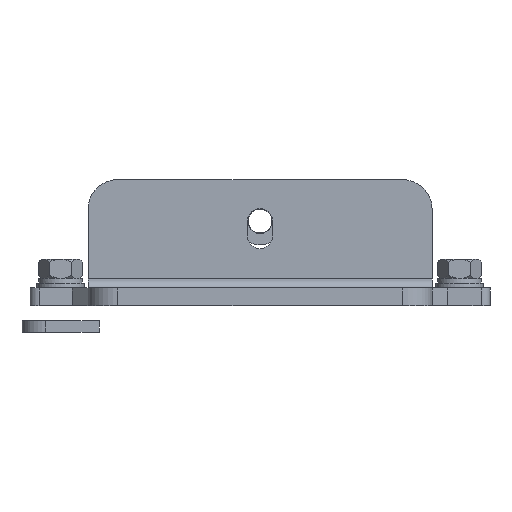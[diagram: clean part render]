
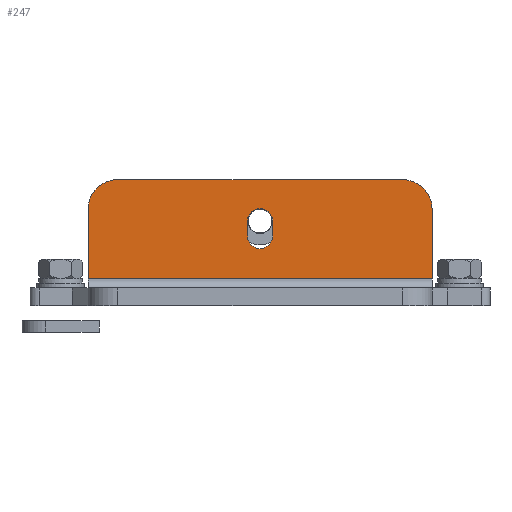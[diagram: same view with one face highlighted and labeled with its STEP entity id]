
A CAD part, front view. The second image highlights one B-rep face of the part: STEP entity #247.
In plain terms, the highlighted planar face has unit normal (0, -1, 0).
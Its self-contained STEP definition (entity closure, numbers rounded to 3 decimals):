
#171 = CARTESIAN_POINT ( 'NONE',  ( 58., 68., 39.5 ) ) ;
#247 = ADVANCED_FACE ( 'NONE', ( #5603, #9764 ), #4307, .T. ) ;
#320 = CARTESIAN_POINT ( 'NONE',  ( 58., 68., 6. ) ) ;
#403 = VECTOR ( 'NONE', #9848, 1000. ) ;
#467 = DIRECTION ( 'NONE',  ( 0., 0., -1. ) ) ;
#588 = ORIENTED_EDGE ( 'NONE', *, *, #4018, .F. ) ;
#830 = DIRECTION ( 'NONE',  ( 0., 0., -1. ) ) ;
#855 = CARTESIAN_POINT ( 'NONE',  ( 58., 68., 6. ) ) ;
#1041 = CARTESIAN_POINT ( 'NONE',  ( 48., 68., 29.5 ) ) ;
#1271 = VERTEX_POINT ( 'NONE', #10267 ) ;
#1423 = AXIS2_PLACEMENT_3D ( 'NONE', #1041, #4377, #9493 ) ;
#1535 = LINE ( 'NONE', #6712, #5070 ) ;
#1724 = ORIENTED_EDGE ( 'NONE', *, *, #8965, .F. ) ;
#1913 = ORIENTED_EDGE ( 'NONE', *, *, #9879, .F. ) ;
#2195 = CIRCLE ( 'NONE', #9823, 4.25 ) ;
#2890 = CIRCLE ( 'NONE', #10513, 4.25 ) ;
#2904 = VECTOR ( 'NONE', #10390, 1000. ) ;
#3287 = DIRECTION ( 'NONE',  ( 0., 0., -1. ) ) ;
#3398 = ORIENTED_EDGE ( 'NONE', *, *, #9808, .F. ) ;
#3737 = ORIENTED_EDGE ( 'NONE', *, *, #6722, .F. ) ;
#4018 = EDGE_CURVE ( 'NONE', #1271, #5067, #2890, .T. ) ;
#4019 = DIRECTION ( 'NONE',  ( 0., 0., -1. ) ) ;
#4044 = LINE ( 'NONE', #855, #2904 ) ;
#4171 = AXIS2_PLACEMENT_3D ( 'NONE', #9560, #12635, #3287 ) ;
#4255 = LINE ( 'NONE', #11564, #403 ) ;
#4307 = PLANE ( 'NONE',  #4171 ) ;
#4377 = DIRECTION ( 'NONE',  ( 0., -1., 0. ) ) ;
#4455 = DIRECTION ( 'NONE',  ( 1., 0., 0. ) ) ;
#4687 = CARTESIAN_POINT ( 'NONE',  ( 0., 68., 20.5 ) ) ;
#4923 = LINE ( 'NONE', #6070, #7293 ) ;
#4974 = DIRECTION ( 'NONE',  ( 0., -1., 0. ) ) ;
#4976 = ORIENTED_EDGE ( 'NONE', *, *, #13286, .F. ) ;
#5067 = VERTEX_POINT ( 'NONE', #7988 ) ;
#5070 = VECTOR ( 'NONE', #10880, 1000. ) ;
#5111 = EDGE_CURVE ( 'NONE', #7064, #6233, #5116, .T. ) ;
#5116 = CIRCLE ( 'NONE', #1423, 10. ) ;
#5487 = VERTEX_POINT ( 'NONE', #6661 ) ;
#5603 = FACE_BOUND ( 'NONE', #13134, .T. ) ;
#5738 = VECTOR ( 'NONE', #4455, 1000. ) ;
#5851 = ORIENTED_EDGE ( 'NONE', *, *, #5111, .T. ) ;
#5936 = CARTESIAN_POINT ( 'NONE',  ( 0., 68., 25.5 ) ) ;
#5991 = VERTEX_POINT ( 'NONE', #320 ) ;
#6046 = EDGE_CURVE ( 'NONE', #5487, #1271, #4255, .T. ) ;
#6070 = CARTESIAN_POINT ( 'NONE',  ( 58., 68., 3. ) ) ;
#6233 = VERTEX_POINT ( 'NONE', #10115 ) ;
#6636 = LINE ( 'NONE', #171, #5738 ) ;
#6661 = CARTESIAN_POINT ( 'NONE',  ( 4.25, 68., 20.5 ) ) ;
#6712 = CARTESIAN_POINT ( 'NONE',  ( -4.25, 68., 0. ) ) ;
#6722 = EDGE_CURVE ( 'NONE', #7064, #5991, #4923, .T. ) ;
#7015 = CARTESIAN_POINT ( 'NONE',  ( 58., 68., 29.5 ) ) ;
#7064 = VERTEX_POINT ( 'NONE', #7015 ) ;
#7293 = VECTOR ( 'NONE', #4019, 1000. ) ;
#7343 = VERTEX_POINT ( 'NONE', #10257 ) ;
#7735 = CARTESIAN_POINT ( 'NONE',  ( -48., 68., 39.5 ) ) ;
#7855 = VECTOR ( 'NONE', #13041, 1000. ) ;
#7988 = CARTESIAN_POINT ( 'NONE',  ( -4.25, 68., 25.5 ) ) ;
#8052 = LINE ( 'NONE', #9963, #7855 ) ;
#8175 = EDGE_CURVE ( 'NONE', #11274, #7343, #12497, .T. ) ;
#8329 = CARTESIAN_POINT ( 'NONE',  ( -58., 68., 6. ) ) ;
#8965 = EDGE_CURVE ( 'NONE', #5067, #11015, #1535, .T. ) ;
#9244 = CARTESIAN_POINT ( 'NONE',  ( -4.25, 68., 20.5 ) ) ;
#9258 = EDGE_LOOP ( 'NONE', ( #3737, #5851, #1913, #12433, #4976, #3398 ) ) ;
#9493 = DIRECTION ( 'NONE',  ( 0., 0., -1. ) ) ;
#9560 = CARTESIAN_POINT ( 'NONE',  ( 0., 68., 0. ) ) ;
#9764 = FACE_OUTER_BOUND ( 'NONE', #9258, .T. ) ;
#9808 = EDGE_CURVE ( 'NONE', #5991, #13070, #4044, .T. ) ;
#9823 = AXIS2_PLACEMENT_3D ( 'NONE', #4687, #10067, #467 ) ;
#9848 = DIRECTION ( 'NONE',  ( 0., 0., 1. ) ) ;
#9862 = ORIENTED_EDGE ( 'NONE', *, *, #6046, .F. ) ;
#9879 = EDGE_CURVE ( 'NONE', #11274, #6233, #6636, .T. ) ;
#9942 = ORIENTED_EDGE ( 'NONE', *, *, #10777, .F. ) ;
#9963 = CARTESIAN_POINT ( 'NONE',  ( -58., 68., 39.5 ) ) ;
#10019 = DIRECTION ( 'NONE',  ( 0., -1., 0. ) ) ;
#10067 = DIRECTION ( 'NONE',  ( 0., -1., 0. ) ) ;
#10115 = CARTESIAN_POINT ( 'NONE',  ( 48., 68., 39.5 ) ) ;
#10257 = CARTESIAN_POINT ( 'NONE',  ( -58., 68., 29.5 ) ) ;
#10267 = CARTESIAN_POINT ( 'NONE',  ( 4.25, 68., 25.5 ) ) ;
#10390 = DIRECTION ( 'NONE',  ( -1., 0., 0. ) ) ;
#10513 = AXIS2_PLACEMENT_3D ( 'NONE', #5936, #10019, #830 ) ;
#10777 = EDGE_CURVE ( 'NONE', #11015, #5487, #2195, .T. ) ;
#10880 = DIRECTION ( 'NONE',  ( 0., 0., -1. ) ) ;
#11015 = VERTEX_POINT ( 'NONE', #9244 ) ;
#11189 = DIRECTION ( 'NONE',  ( 0., 0., -1. ) ) ;
#11274 = VERTEX_POINT ( 'NONE', #7735 ) ;
#11564 = CARTESIAN_POINT ( 'NONE',  ( 4.25, 68., 0. ) ) ;
#12276 = CARTESIAN_POINT ( 'NONE',  ( -48., 68., 29.5 ) ) ;
#12433 = ORIENTED_EDGE ( 'NONE', *, *, #8175, .T. ) ;
#12497 = CIRCLE ( 'NONE', #12722, 10. ) ;
#12635 = DIRECTION ( 'NONE',  ( 0., -1., 0. ) ) ;
#12722 = AXIS2_PLACEMENT_3D ( 'NONE', #12276, #4974, #11189 ) ;
#13041 = DIRECTION ( 'NONE',  ( 0., 0., 1. ) ) ;
#13070 = VERTEX_POINT ( 'NONE', #8329 ) ;
#13134 = EDGE_LOOP ( 'NONE', ( #9942, #1724, #588, #9862 ) ) ;
#13286 = EDGE_CURVE ( 'NONE', #13070, #7343, #8052, .T. ) ;
